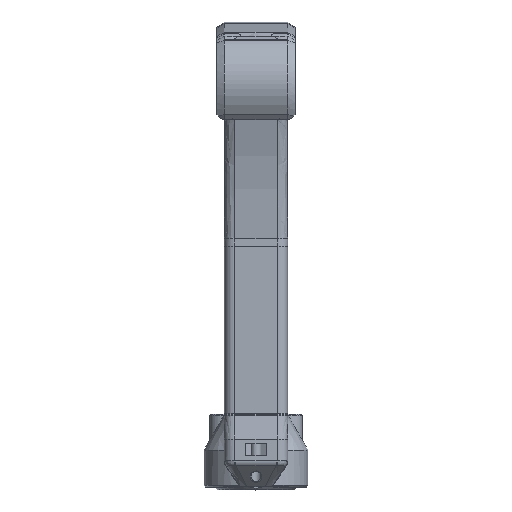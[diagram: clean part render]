
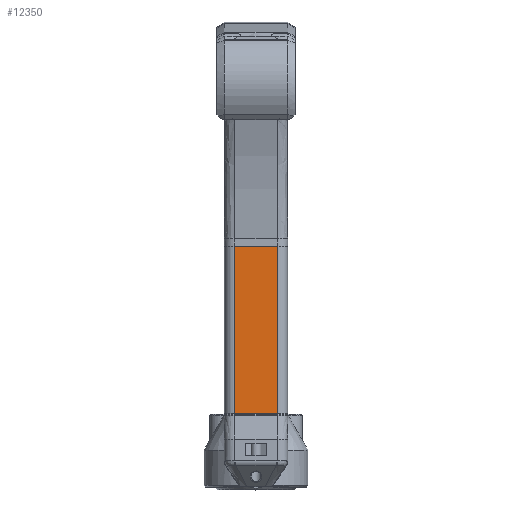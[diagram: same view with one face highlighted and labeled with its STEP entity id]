
A CAD part, top view. The second image highlights one B-rep face of the part: STEP entity #12350.
In plain terms, the highlighted planar face has unit normal (0, 0, 1).
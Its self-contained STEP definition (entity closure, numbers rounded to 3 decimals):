
#1875=FACE_OUTER_BOUND('',#2607,.T.);
#2607=EDGE_LOOP('',(#10555,#10556,#10557,#10558));
#3485=LINE('',#33538,#4398);
#3538=LINE('',#33940,#4451);
#3541=LINE('',#33947,#4454);
#3542=LINE('',#33948,#4455);
#4398=VECTOR('',#15199,10.);
#4451=VECTOR('',#15342,10.);
#4454=VECTOR('',#15349,10.);
#4455=VECTOR('',#15350,10.);
#5528=VERTEX_POINT('',#33535);
#5529=VERTEX_POINT('',#33537);
#5590=VERTEX_POINT('',#33936);
#5593=VERTEX_POINT('',#33946);
#7205=EDGE_CURVE('',#5528,#5529,#3485,.F.);
#7302=EDGE_CURVE('',#5529,#5590,#3538,.T.);
#7305=EDGE_CURVE('',#5590,#5593,#3541,.F.);
#7306=EDGE_CURVE('',#5528,#5593,#3542,.T.);
#10555=ORIENTED_EDGE('',*,*,#7305,.F.);
#10556=ORIENTED_EDGE('',*,*,#7302,.F.);
#10557=ORIENTED_EDGE('',*,*,#7205,.F.);
#10558=ORIENTED_EDGE('',*,*,#7306,.T.);
#11730=PLANE('',#13187);
#12350=ADVANCED_FACE('',(#1875),#11730,.F.);
#13187=AXIS2_PLACEMENT_3D('',#33945,#15347,#15348);
#15199=DIRECTION('',(-1.,0.,0.));
#15342=DIRECTION('',(0.,-1.,0.));
#15347=DIRECTION('center_axis',(0.,0.,
-1.));
#15348=DIRECTION('ref_axis',(1.,0.,0.));
#15349=DIRECTION('',(1.,0.,0.));
#15350=DIRECTION('',(0.,-1.,0.));
#33535=CARTESIAN_POINT('',(-10.329,255.656,40.578));
#33537=CARTESIAN_POINT('',(10.329,255.656,40.578));
#33538=CARTESIAN_POINT('',(-7.489,255.656,40.578));
#33936=CARTESIAN_POINT('',(10.329,173.99,40.578));
#33940=CARTESIAN_POINT('',(10.329,165.644,40.578));
#33945=CARTESIAN_POINT('Origin',(-15.24,255.656,40.578));
#33946=CARTESIAN_POINT('',(-10.329,173.99,40.578));
#33947=CARTESIAN_POINT('',(-7.622,173.99,40.578));
#33948=CARTESIAN_POINT('',(-10.329,165.644,40.578));
